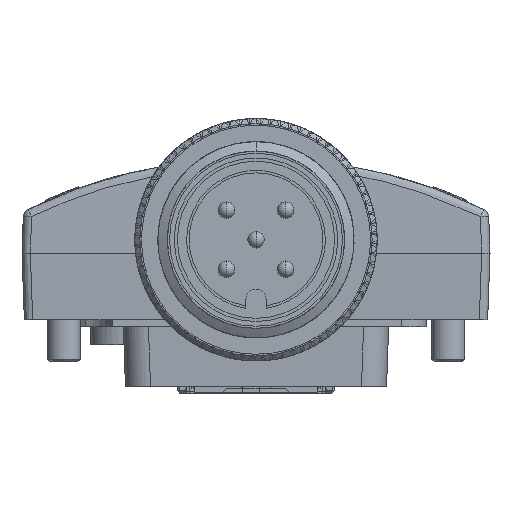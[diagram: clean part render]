
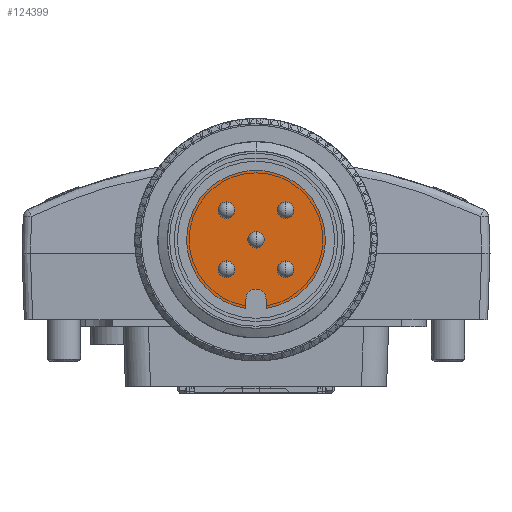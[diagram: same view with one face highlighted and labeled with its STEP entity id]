
A CAD part, front view. The second image highlights one B-rep face of the part: STEP entity #124399.
In plain terms, the highlighted planar face has unit normal (0, -1, 0).
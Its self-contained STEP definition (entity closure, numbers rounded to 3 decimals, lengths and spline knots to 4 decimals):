
#43446=CARTESIAN_POINT('',(0.,-285.9,-0.7));
#43447=DIRECTION('',(0.,-1.,0.));
#43448=DIRECTION('',(0.145,0.,-0.989));
#43449=AXIS2_PLACEMENT_3D('',#43446,#43447,#43448);
#43464=CARTESIAN_POINT('',(0.,-285.9,-4.25));
#43465=DIRECTION('',(0.,-1.,0.));
#43466=DIRECTION('',(1.,0.,0.));
#43467=AXIS2_PLACEMENT_3D('',#43464,#43465,#43466);
#43469=DIRECTION('',(0.,0.,-1.));
#43470=VECTOR('',#43469,0.5564);
#43471=CARTESIAN_POINT('',(-0.6,-285.9,-4.25));
#43472=LINE('',#43471,#43470);
#43473=DIRECTION('',(0.,0.,1.));
#43474=VECTOR('',#43473,0.5564);
#43475=CARTESIAN_POINT('',(0.6,-285.9,-4.8064));
#43476=LINE('',#43475,#43474);
#43477=CARTESIAN_POINT('',(-1.7678,-285.9,1.0678));
#43478=DIRECTION('',(0.,1.,0.));
#43479=DIRECTION('',(0.,0.,-1.));
#43480=AXIS2_PLACEMENT_3D('',#43477,#43478,#43479);
#43482=CARTESIAN_POINT('',(-1.7678,-285.9,1.0678));
#43483=DIRECTION('',(0.,1.,0.));
#43484=DIRECTION('',(0.,0.,1.));
#43485=AXIS2_PLACEMENT_3D('',#43482,#43483,#43484);
#43487=CARTESIAN_POINT('',(-1.7678,-285.9,-2.4678));
#43488=DIRECTION('',(0.,1.,0.));
#43489=DIRECTION('',(0.,0.,-1.));
#43490=AXIS2_PLACEMENT_3D('',#43487,#43488,#43489);
#43492=CARTESIAN_POINT('',(-1.7678,-285.9,-2.4678));
#43493=DIRECTION('',(0.,1.,0.));
#43494=DIRECTION('',(0.,0.,1.));
#43495=AXIS2_PLACEMENT_3D('',#43492,#43493,#43494);
#43497=CARTESIAN_POINT('',(1.7678,-285.9,-2.4678));
#43498=DIRECTION('',(0.,1.,0.));
#43499=DIRECTION('',(0.,0.,-1.));
#43500=AXIS2_PLACEMENT_3D('',#43497,#43498,#43499);
#43502=CARTESIAN_POINT('',(1.7678,-285.9,-2.4678));
#43503=DIRECTION('',(0.,1.,0.));
#43504=DIRECTION('',(0.,0.,1.));
#43505=AXIS2_PLACEMENT_3D('',#43502,#43503,#43504);
#43507=CARTESIAN_POINT('',(1.7678,-285.9,1.0678));
#43508=DIRECTION('',(0.,1.,0.));
#43509=DIRECTION('',(0.,0.,-1.));
#43510=AXIS2_PLACEMENT_3D('',#43507,#43508,#43509);
#43512=CARTESIAN_POINT('',(1.7678,-285.9,1.0678));
#43513=DIRECTION('',(0.,1.,0.));
#43514=DIRECTION('',(0.,0.,1.));
#43515=AXIS2_PLACEMENT_3D('',#43512,#43513,#43514);
#43517=CARTESIAN_POINT('',(0.,-285.9,-0.7));
#43518=DIRECTION('',(0.,1.,0.));
#43519=DIRECTION('',(0.,0.,-1.));
#43520=AXIS2_PLACEMENT_3D('',#43517,#43518,#43519);
#43522=CARTESIAN_POINT('',(0.,-285.9,-0.7));
#43523=DIRECTION('',(0.,1.,0.));
#43524=DIRECTION('',(0.,0.,1.));
#43525=AXIS2_PLACEMENT_3D('',#43522,#43523,#43524);
#48828=CARTESIAN_POINT('',(0.6,-285.9,-4.8064));
#48830=VERTEX_POINT('',#48828);
#48831=CARTESIAN_POINT('',(0.6,-285.9,-4.25));
#48832=CARTESIAN_POINT('',(-0.6,-285.9,-4.25));
#48833=VERTEX_POINT('',#48831);
#48834=VERTEX_POINT('',#48832);
#48835=CARTESIAN_POINT('',(-0.6,-285.9,-4.8064));
#48836=VERTEX_POINT('',#48835);
#48849=CARTESIAN_POINT('',(-1.7678,-285.9,0.5678));
#48850=CARTESIAN_POINT('',(-1.7678,-285.9,1.5678));
#48851=VERTEX_POINT('',#48849);
#48852=VERTEX_POINT('',#48850);
#48859=CARTESIAN_POINT('',(-1.7678,-285.9,-2.9678));
#48860=CARTESIAN_POINT('',(-1.7678,-285.9,-1.9678));
#48861=VERTEX_POINT('',#48859);
#48862=VERTEX_POINT('',#48860);
#48869=CARTESIAN_POINT('',(1.7678,-285.9,-2.9678));
#48870=CARTESIAN_POINT('',(1.7678,-285.9,-1.9678));
#48871=VERTEX_POINT('',#48869);
#48872=VERTEX_POINT('',#48870);
#48879=CARTESIAN_POINT('',(1.7678,-285.9,0.5678));
#48880=CARTESIAN_POINT('',(1.7678,-285.9,1.5678));
#48881=VERTEX_POINT('',#48879);
#48882=VERTEX_POINT('',#48880);
#48889=CARTESIAN_POINT('',(0.,-285.9,-1.2));
#48890=CARTESIAN_POINT('',(0.,-285.9,-0.2));
#48891=VERTEX_POINT('',#48889);
#48892=VERTEX_POINT('',#48890);
#124355=CARTESIAN_POINT('',(0.,-285.9,-0.7));
#124356=DIRECTION('',(0.,1.,0.));
#124357=DIRECTION('',(0.,0.,-1.));
#124358=AXIS2_PLACEMENT_3D('',#124355,#124356,#124357);
#124359=PLANE('',#124358);
#124361=ORIENTED_EDGE('',*,*,#124360,.T.);
#124363=ORIENTED_EDGE('',*,*,#124362,.T.);
#124364=ORIENTED_EDGE('',*,*,#124345,.F.);
#124366=ORIENTED_EDGE('',*,*,#124365,.T.);
#124367=EDGE_LOOP('',(#124361,#124363,#124364,#124366));
#124368=FACE_OUTER_BOUND('',#124367,.F.);
#124370=ORIENTED_EDGE('',*,*,#124369,.F.);
#124372=ORIENTED_EDGE('',*,*,#124371,.F.);
#124373=EDGE_LOOP('',(#124370,#124372));
#124374=FACE_BOUND('',#124373,.F.);
#124376=ORIENTED_EDGE('',*,*,#124375,.F.);
#124378=ORIENTED_EDGE('',*,*,#124377,.F.);
#124379=EDGE_LOOP('',(#124376,#124378));
#124380=FACE_BOUND('',#124379,.F.);
#124382=ORIENTED_EDGE('',*,*,#124381,.F.);
#124384=ORIENTED_EDGE('',*,*,#124383,.F.);
#124385=EDGE_LOOP('',(#124382,#124384));
#124386=FACE_BOUND('',#124385,.F.);
#124388=ORIENTED_EDGE('',*,*,#124387,.F.);
#124390=ORIENTED_EDGE('',*,*,#124389,.F.);
#124391=EDGE_LOOP('',(#124388,#124390));
#124392=FACE_BOUND('',#124391,.F.);
#124394=ORIENTED_EDGE('',*,*,#124393,.F.);
#124396=ORIENTED_EDGE('',*,*,#124395,.F.);
#124397=EDGE_LOOP('',(#124394,#124396));
#124398=FACE_BOUND('',#124397,.F.);
#124399=ADVANCED_FACE('',(#124368,#124374,#124380,#124386,#124392,#124398),
#124359,.F.);
#43450=CIRCLE('',#43449,4.15);
#43468=CIRCLE('',#43467,0.6);
#43481=CIRCLE('',#43480,0.5);
#43486=CIRCLE('',#43485,0.5);
#43491=CIRCLE('',#43490,0.5);
#43496=CIRCLE('',#43495,0.5);
#43501=CIRCLE('',#43500,0.5);
#43506=CIRCLE('',#43505,0.5);
#43511=CIRCLE('',#43510,0.5);
#43516=CIRCLE('',#43515,0.5);
#43521=CIRCLE('',#43520,0.5);
#43526=CIRCLE('',#43525,0.5);
#124345=EDGE_CURVE('',#48830,#48836,#43450,.T.);
#124360=EDGE_CURVE('',#48833,#48834,#43468,.T.);
#124362=EDGE_CURVE('',#48834,#48836,#43472,.T.);
#124365=EDGE_CURVE('',#48830,#48833,#43476,.T.);
#124369=EDGE_CURVE('',#48851,#48852,#43481,.T.);
#124371=EDGE_CURVE('',#48852,#48851,#43486,.T.);
#124375=EDGE_CURVE('',#48861,#48862,#43491,.T.);
#124377=EDGE_CURVE('',#48862,#48861,#43496,.T.);
#124381=EDGE_CURVE('',#48871,#48872,#43501,.T.);
#124383=EDGE_CURVE('',#48872,#48871,#43506,.T.);
#124387=EDGE_CURVE('',#48881,#48882,#43511,.T.);
#124389=EDGE_CURVE('',#48882,#48881,#43516,.T.);
#124393=EDGE_CURVE('',#48891,#48892,#43521,.T.);
#124395=EDGE_CURVE('',#48892,#48891,#43526,.T.);
